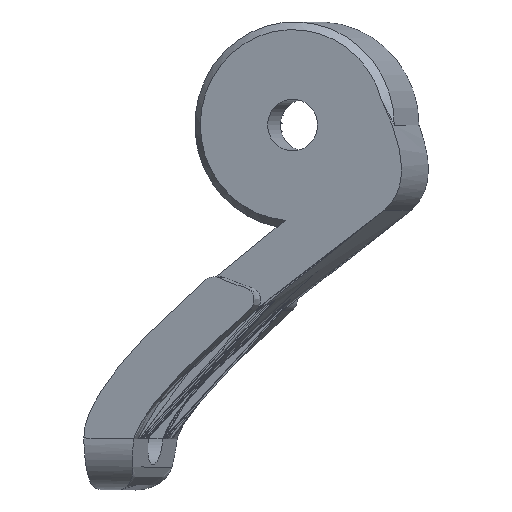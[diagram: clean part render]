
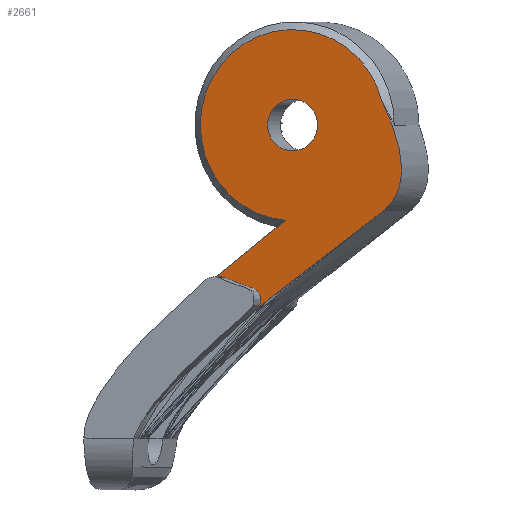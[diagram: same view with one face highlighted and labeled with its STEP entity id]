
A CAD part, top view. The second image highlights one B-rep face of the part: STEP entity #2661.
In plain terms, the highlighted planar face has unit normal (-0.259, 0, 0.966).
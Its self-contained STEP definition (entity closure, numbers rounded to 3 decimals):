
#35=B_SPLINE_CURVE_WITH_KNOTS('',3,(#4392,#4393,#4394,#4395,#4396,#4397,
#4398),.UNSPECIFIED.,.F.,.F.,(4,3,4),(-0.311,-0.292,
-0.002),.UNSPECIFIED.);
#49=B_SPLINE_CURVE_WITH_KNOTS('',3,(#4694,#4695,#4696,#4697),
 .UNSPECIFIED.,.F.,.F.,(4,4),(-0.603,-0.3),
 .UNSPECIFIED.);
#50=B_SPLINE_CURVE_WITH_KNOTS('',3,(#4699,#4700,#4701,#4702),
 .UNSPECIFIED.,.F.,.F.,(4,4),(-0.643,-0.603),
 .UNSPECIFIED.);
#61=B_SPLINE_CURVE_WITH_KNOTS('',3,(#4822,#4823,#4824,#4825),
 .UNSPECIFIED.,.F.,.F.,(4,4),(0.1,0.22),
 .UNSPECIFIED.);
#62=B_SPLINE_CURVE_WITH_KNOTS('',3,(#4827,#4828,#4829,#4830,#4831,#4832,
#4833),.UNSPECIFIED.,.F.,.F.,(4,3,4),(0.,0.024,0.056),
 .UNSPECIFIED.);
#63=B_SPLINE_CURVE_WITH_KNOTS('',3,(#4836,#4837,#4838,#4839,#4840,#4841,
#4842,#4843,#4844,#4845),.UNSPECIFIED.,.F.,.F.,(4,3,3,4),(0.,0.031,
0.063,0.11),.UNSPECIFIED.);
#64=B_SPLINE_CURVE_WITH_KNOTS('',3,(#4846,#4847,#4848,#4849),
 .UNSPECIFIED.,.F.,.F.,(4,4),(-0.354,0.),.UNSPECIFIED.);
#76=FACE_BOUND('',#417,.T.);
#153=PLANE('',#2880);
#278=FACE_OUTER_BOUND('',#416,.T.);
#416=EDGE_LOOP('',(#2316,#2317,#2318,#2319,#2320,#2321,#2322,#2323,#2324));
#417=EDGE_LOOP('',(#2325));
#967=CIRCLE('',#2692,1.);
#1039=CIRCLE('',#2878,3.7);
#1041=CIRCLE('',#2881,6.5);
#1049=VERTEX_POINT('',#3585);
#1273=VERTEX_POINT('',#4389);
#1274=VERTEX_POINT('',#4391);
#1286=VERTEX_POINT('',#4688);
#1287=VERTEX_POINT('',#4693);
#1288=VERTEX_POINT('',#4698);
#1299=VERTEX_POINT('',#4806);
#1301=VERTEX_POINT('',#4821);
#1302=VERTEX_POINT('',#4826);
#1303=VERTEX_POINT('',#4834);
#1313=EDGE_CURVE('',#1049,#1049,#967,.T.);
#1646=EDGE_CURVE('',#1274,#1273,#35,.T.);
#1662=EDGE_CURVE('',#1287,#1286,#49,.T.);
#1663=EDGE_CURVE('',#1288,#1287,#50,.T.);
#1681=EDGE_CURVE('',#1288,#1299,#1039,.T.);
#1684=EDGE_CURVE('',#1299,#1301,#61,.T.);
#1685=EDGE_CURVE('',#1302,#1286,#62,.F.);
#1686=EDGE_CURVE('',#1303,#1302,#1041,.T.);
#1687=EDGE_CURVE('',#1274,#1303,#63,.F.);
#1688=EDGE_CURVE('',#1301,#1273,#64,.T.);
#2316=ORIENTED_EDGE('',*,*,#1684,.F.);
#2317=ORIENTED_EDGE('',*,*,#1681,.F.);
#2318=ORIENTED_EDGE('',*,*,#1663,.T.);
#2319=ORIENTED_EDGE('',*,*,#1662,.T.);
#2320=ORIENTED_EDGE('',*,*,#1685,.F.);
#2321=ORIENTED_EDGE('',*,*,#1686,.F.);
#2322=ORIENTED_EDGE('',*,*,#1687,.F.);
#2323=ORIENTED_EDGE('',*,*,#1646,.T.);
#2324=ORIENTED_EDGE('',*,*,#1688,.F.);
#2325=ORIENTED_EDGE('',*,*,#1313,.T.);
#2661=ADVANCED_FACE('',(#278,#76),#153,.T.);
#2692=AXIS2_PLACEMENT_3D('',#3586,#2903,#2904);
#2878=AXIS2_PLACEMENT_3D('',#4807,#3538,#3539);
#2880=AXIS2_PLACEMENT_3D('',#4820,#3542,#3543);
#2881=AXIS2_PLACEMENT_3D('',#4835,#3544,#3545);
#2903=DIRECTION('center_axis',(0.259,0.,-0.966));
#2904=DIRECTION('ref_axis',(0.,-1.,0.));
#3538=DIRECTION('center_axis',(0.259,0.,-0.966));
#3539=DIRECTION('ref_axis',(-0.74,-0.643,-0.198));
#3542=DIRECTION('center_axis',(-0.259,0.,
0.966));
#3543=DIRECTION('ref_axis',(-0.74,-0.643,-0.198));
#3544=DIRECTION('center_axis',(0.259,0.,-0.966));
#3545=DIRECTION('ref_axis',(-0.74,-0.643,-0.198));
#3585=CARTESIAN_POINT('',(9.545,13.119,3.408));
#3586=CARTESIAN_POINT('Origin',(9.545,12.119,3.408));
#4389=CARTESIAN_POINT('',(13.106,8.828,4.362));
#4391=CARTESIAN_POINT('',(8.124,4.963,3.027));
#4392=CARTESIAN_POINT('Ctrl Pts',(8.124,4.963,3.027));
#4393=CARTESIAN_POINT('Ctrl Pts',(8.211,5.037,3.051));
#4394=CARTESIAN_POINT('Ctrl Pts',(8.3,5.111,3.074));
#4395=CARTESIAN_POINT('Ctrl Pts',(8.389,5.186,3.098));
#4396=CARTESIAN_POINT('Ctrl Pts',(9.7,6.281,3.449));
#4397=CARTESIAN_POINT('Ctrl Pts',(11.274,7.497,3.871));
#4398=CARTESIAN_POINT('Ctrl Pts',(13.106,8.828,4.362));
#4688=CARTESIAN_POINT('',(6.448,6.125,2.578));
#4693=CARTESIAN_POINT('',(8.942,8.168,3.246));
#4694=CARTESIAN_POINT('Ctrl Pts',(8.942,8.168,3.246));
#4695=CARTESIAN_POINT('Ctrl Pts',(8.023,7.448,3.));
#4696=CARTESIAN_POINT('Ctrl Pts',(7.192,6.767,2.777));
#4697=CARTESIAN_POINT('Ctrl Pts',(6.448,6.125,2.578));
#4698=CARTESIAN_POINT('',(9.277,8.429,3.336));
#4699=CARTESIAN_POINT('Ctrl Pts',(9.277,8.429,3.336));
#4700=CARTESIAN_POINT('Ctrl Pts',(9.164,8.341,3.306));
#4701=CARTESIAN_POINT('Ctrl Pts',(9.052,8.254,3.276));
#4702=CARTESIAN_POINT('Ctrl Pts',(8.942,8.168,3.246));
#4806=CARTESIAN_POINT('',(12.997,13.077,4.333));
#4807=CARTESIAN_POINT('Origin',(9.545,12.119,3.408));
#4820=CARTESIAN_POINT('Origin',(9.085,11.135,3.285));
#4821=CARTESIAN_POINT('',(13.409,12.114,4.443));
#4822=CARTESIAN_POINT('Ctrl Pts',(12.997,13.077,4.333));
#4823=CARTESIAN_POINT('Ctrl Pts',(13.16,12.739,4.377));
#4824=CARTESIAN_POINT('Ctrl Pts',(13.297,12.418,4.413));
#4825=CARTESIAN_POINT('Ctrl Pts',(13.409,12.114,4.443));
#4826=CARTESIAN_POINT('',(6.957,6.196,2.714));
#4827=CARTESIAN_POINT('Ctrl Pts',(6.448,6.125,2.578));
#4828=CARTESIAN_POINT('Ctrl Pts',(6.508,6.176,2.594));
#4829=CARTESIAN_POINT('Ctrl Pts',(6.579,6.212,2.613));
#4830=CARTESIAN_POINT('Ctrl Pts',(6.655,6.229,2.633));
#4831=CARTESIAN_POINT('Ctrl Pts',(6.755,6.252,2.66));
#4832=CARTESIAN_POINT('Ctrl Pts',(6.863,6.24,2.689));
#4833=CARTESIAN_POINT('Ctrl Pts',(6.957,6.196,2.714));
#4834=CARTESIAN_POINT('',(7.942,5.834,2.978));
#4835=CARTESIAN_POINT('Origin',(9.545,12.119,3.408));
#4836=CARTESIAN_POINT('Ctrl Pts',(7.942,5.834,2.978));
#4837=CARTESIAN_POINT('Ctrl Pts',(8.04,5.807,3.005));
#4838=CARTESIAN_POINT('Ctrl Pts',(8.129,5.748,3.028));
#4839=CARTESIAN_POINT('Ctrl Pts',(8.193,5.667,3.045));
#4840=CARTESIAN_POINT('Ctrl Pts',(8.256,5.586,3.063));
#4841=CARTESIAN_POINT('Ctrl Pts',(8.295,5.483,3.073));
#4842=CARTESIAN_POINT('Ctrl Pts',(8.301,5.379,3.074));
#4843=CARTESIAN_POINT('Ctrl Pts',(8.309,5.223,3.077));
#4844=CARTESIAN_POINT('Ctrl Pts',(8.242,5.063,3.059));
#4845=CARTESIAN_POINT('Ctrl Pts',(8.124,4.963,3.027));
#4846=CARTESIAN_POINT('Ctrl Pts',(13.409,12.114,4.443));
#4847=CARTESIAN_POINT('Ctrl Pts',(13.968,10.585,4.593));
#4848=CARTESIAN_POINT('Ctrl Pts',(13.868,9.489,4.566));
#4849=CARTESIAN_POINT('Ctrl Pts',(13.106,8.828,4.362));
